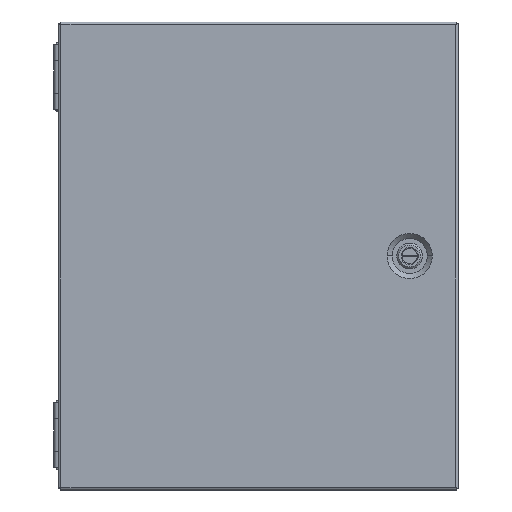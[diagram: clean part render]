
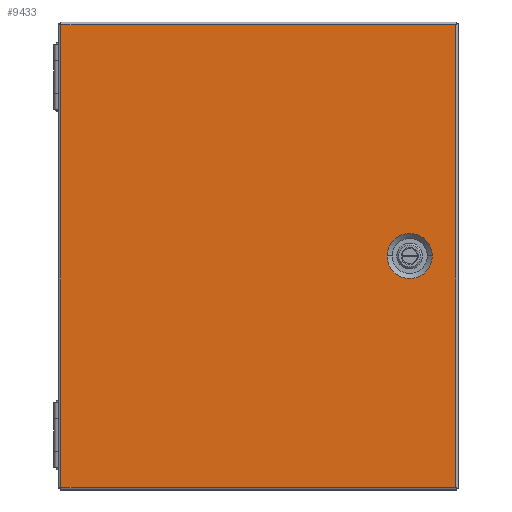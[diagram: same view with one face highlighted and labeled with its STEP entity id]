
A CAD part, top view. The second image highlights one B-rep face of the part: STEP entity #9433.
In plain terms, the highlighted planar face has unit normal (0, 0, 1).
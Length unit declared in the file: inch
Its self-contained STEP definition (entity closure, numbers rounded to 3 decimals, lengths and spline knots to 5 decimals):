
#13 = CARTESIAN_POINT ( 'NONE',  ( 6.0425, 7.104, 6.118 ) ) ;
#67 = CARTESIAN_POINT ( 'NONE',  ( 4.6285, 0., 6.118 ) ) ;
#72 = DIRECTION ( 'NONE',  ( 0., -1., 0. ) ) ;
#336 = LINE ( 'NONE', #13, #9555 ) ;
#621 = VERTEX_POINT ( 'NONE', #15675 ) ;
#760 = DIRECTION ( 'NONE',  ( 0., 0., -1. ) ) ;
#910 = CIRCLE ( 'NONE', #7421, 0.69489 ) ;
#1507 = EDGE_CURVE ( 'NONE', #621, #21056, #15198, .T. ) ;
#2528 = ORIENTED_EDGE ( 'NONE', *, *, #6395, .T. ) ;
#3007 = EDGE_CURVE ( 'NONE', #10180, #4927, #19182, .T. ) ;
#3577 = FACE_OUTER_BOUND ( 'NONE', #15623, .T. ) ;
#4373 = CARTESIAN_POINT ( 'NONE',  ( 4.6285, 0., 6.118 ) ) ;
#4927 = VERTEX_POINT ( 'NONE', #14886 ) ;
#6239 = CARTESIAN_POINT ( 'NONE',  ( 6.0425, -7.104, 6.118 ) ) ;
#6395 = EDGE_CURVE ( 'NONE', #12102, #14948, #11199, .T. ) ;
#6997 = ORIENTED_EDGE ( 'NONE', *, *, #16142, .T. ) ;
#7421 = AXIS2_PLACEMENT_3D ( 'NONE', #67, #23683, #16414 ) ;
#7446 = CARTESIAN_POINT ( 'NONE',  ( -6.0855, -7.104, 6.118 ) ) ;
#9173 = CARTESIAN_POINT ( 'NONE',  ( 6.0425, 7.104, 6.118 ) ) ;
#9433 = ADVANCED_FACE ( 'NONE', ( #12752, #3577 ), #20894, .T. ) ;
#9516 = DIRECTION ( 'NONE',  ( 1., 0., 0. ) ) ;
#9555 = VECTOR ( 'NONE', #14872, 39.37008 ) ;
#10180 = VERTEX_POINT ( 'NONE', #20831 ) ;
#10318 = VECTOR ( 'NONE', #72, 39.37008 ) ;
#10794 = DIRECTION ( 'NONE',  ( 1., 0., 0. ) ) ;
#11199 = LINE ( 'NONE', #17644, #11787 ) ;
#11787 = VECTOR ( 'NONE', #21528, 39.37008 ) ;
#12102 = VERTEX_POINT ( 'NONE', #22846 ) ;
#12752 = FACE_BOUND ( 'NONE', #16488, .T. ) ;
#12786 = AXIS2_PLACEMENT_3D ( 'NONE', #6239, #19129, #10794 ) ;
#13697 = CARTESIAN_POINT ( 'NONE',  ( -6.0855, -7.104, 6.118 ) ) ;
#13952 = DIRECTION ( 'NONE',  ( 1., 0., 0. ) ) ;
#14057 = ORIENTED_EDGE ( 'NONE', *, *, #14954, .T. ) ;
#14872 = DIRECTION ( 'NONE',  ( -1., 0., 0. ) ) ;
#14886 = CARTESIAN_POINT ( 'NONE',  ( 3.93361, 0., 6.118 ) ) ;
#14896 = CARTESIAN_POINT ( 'NONE',  ( 6.0425, -7.104, 6.118 ) ) ;
#14948 = VERTEX_POINT ( 'NONE', #9173 ) ;
#14954 = EDGE_CURVE ( 'NONE', #4927, #10180, #910, .T. ) ;
#15198 = LINE ( 'NONE', #7446, #10318 ) ;
#15623 = EDGE_LOOP ( 'NONE', ( #6997, #16719, #20580, #2528 ) ) ;
#15675 = CARTESIAN_POINT ( 'NONE',  ( -6.0855, 7.104, 6.118 ) ) ;
#16142 = EDGE_CURVE ( 'NONE', #14948, #621, #336, .T. ) ;
#16414 = DIRECTION ( 'NONE',  ( 1., 0., 0. ) ) ;
#16488 = EDGE_LOOP ( 'NONE', ( #22397, #14057 ) ) ;
#16719 = ORIENTED_EDGE ( 'NONE', *, *, #1507, .T. ) ;
#17644 = CARTESIAN_POINT ( 'NONE',  ( 6.0425, -7.104, 6.118 ) ) ;
#19129 = DIRECTION ( 'NONE',  ( 0., 0., 1. ) ) ;
#19182 = CIRCLE ( 'NONE', #22223, 0.69489 ) ;
#19480 = EDGE_CURVE ( 'NONE', #21056, #12102, #23367, .T. ) ;
#20580 = ORIENTED_EDGE ( 'NONE', *, *, #19480, .T. ) ;
#20831 = CARTESIAN_POINT ( 'NONE',  ( 5.32339, 0., 6.118 ) ) ;
#20894 = PLANE ( 'NONE',  #12786 ) ;
#21056 = VERTEX_POINT ( 'NONE', #13697 ) ;
#21528 = DIRECTION ( 'NONE',  ( 0., 1., 0. ) ) ;
#22195 = VECTOR ( 'NONE', #9516, 39.37008 ) ;
#22223 = AXIS2_PLACEMENT_3D ( 'NONE', #4373, #760, #13952 ) ;
#22397 = ORIENTED_EDGE ( 'NONE', *, *, #3007, .T. ) ;
#22846 = CARTESIAN_POINT ( 'NONE',  ( 6.0425, -7.104, 6.118 ) ) ;
#23367 = LINE ( 'NONE', #14896, #22195 ) ;
#23683 = DIRECTION ( 'NONE',  ( 0., 0., -1. ) ) ;
